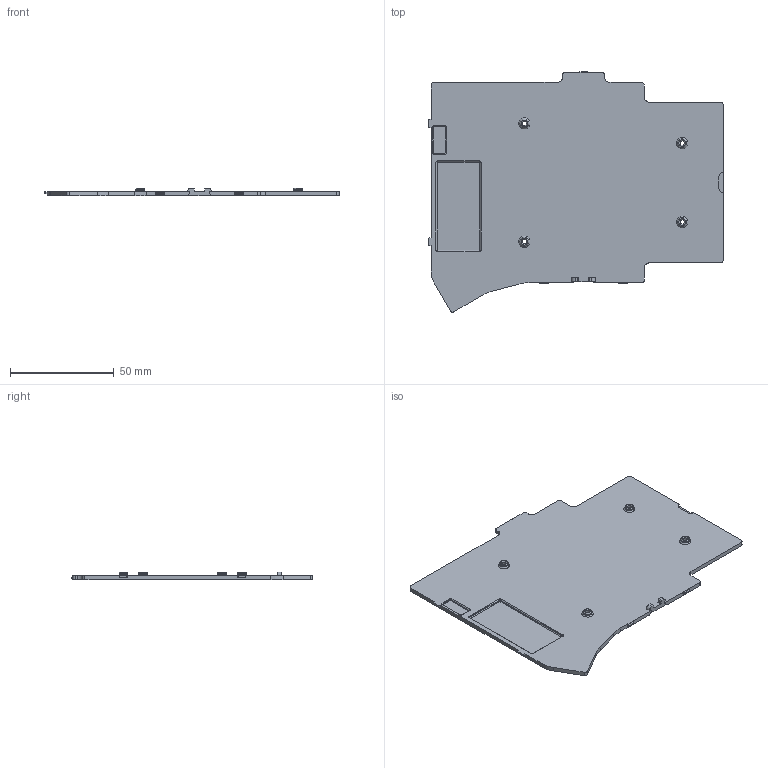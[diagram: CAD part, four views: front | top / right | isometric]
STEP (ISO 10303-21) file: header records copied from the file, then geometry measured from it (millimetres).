
FILE_DESCRIPTION(('FreeCAD Model'),'2;1');
FILE_NAME('Open CASCADE Shape Model','2024-12-16T15:26:06',(''),(''), 'Open CASCADE STEP processor 7.6','FreeCAD','Unknown');
FILE_SCHEMA(('AUTOMOTIVE_DESIGN { 1 0 10303 214 1 1 1 1 }'));
Length unit declared in the file: millimetre
Products named in the file (1): Bottom-Mirrored
Bounding box: 141.65 x 115.78 x 3.7 mm (x, y, z)
Volume: 25142.6 mm3; surface area: 27829.8 mm2
Topology: 1 solids, 1 shells, 211 faces, 530 edges, 338 vertices
Faces by surface type: plane 112, cylinder 69, cone 12, revolution 10, torus 8
Full cylindrical faces by diameter (mm): 2.2 x4, 4.2 x4
Entity records: 6400 total; most frequent: CARTESIAN_POINT 1150, DIRECTION 1120, ORIENTED_EDGE 1060, EDGE_CURVE 530, AXIS2_PLACEMENT_3D 378, LINE 354, VECTOR 354, VERTEX_POINT 338
